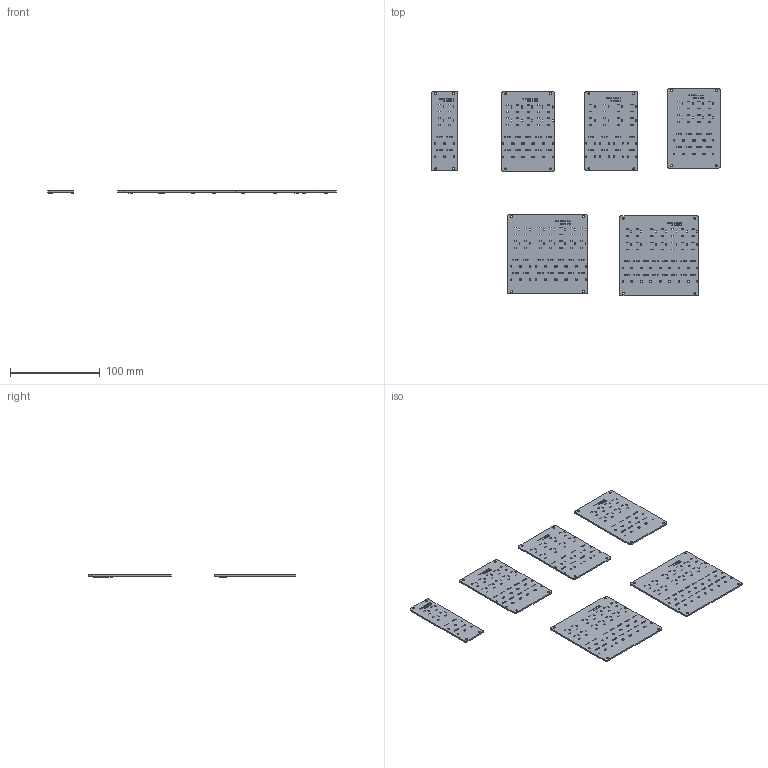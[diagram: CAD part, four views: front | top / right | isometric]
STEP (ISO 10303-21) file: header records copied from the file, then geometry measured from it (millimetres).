
FILE_DESCRIPTION(('KiCad electronic assembly'),'2;1');
FILE_NAME('Baseline power protection.step','2024-05-25T18:44:12',( 'Pcbnew'),('Kicad'),'Open CASCADE STEP processor 7.7', 'KiCad to STEP converter','Unknown');
FILE_SCHEMA(('AUTOMOTIVE_DESIGN { 1 0 10303 214 1 1 1 1 }'));
Length unit declared in the file: millimetre
Products named in the file (13): Baseline power protection 1; CP_EIA-3216-10_Kemet-I; CP_EIA_3216_10_Kemet_I; D_0805_2012Metric; D_0805; C_0805_2012Metric; Baseline power protection_PCB_1; Baseline power protection_PCB_2; Baseline power protection_PCB_3; Baseline power protection_PCB_4; Baseline power protection_PCB_5; Baseline power protection_PCB_6
Assembly tree (57 placements, depth 3):
  Baseline power protection 1
    CP_EIA-3216-10_Kemet-I  x12
      CP_EIA_3216_10_Kemet_I
    D_0805_2012Metric  x24
      D_0805
    C_0805_2012Metric  x12
      C_0805_2012Metric
    Baseline power protection_PCB_1
    Baseline power protection_PCB_2
    Baseline power protection_PCB_3
    Baseline power protection_PCB_4
    Baseline power protection_PCB_5
    Baseline power protection_PCB_6
Bounding box: 322.29 x 231.4 x 2.9 mm (x, y, z)
Volume: 53489.4 mm3; surface area: 74341.5 mm2
Topology: 54 solids, 54 shells, 3236 faces, 9120 edges, 6064 vertices
Faces by surface type: plane 1724, cylinder 1416, bspline 96
Full cylindrical faces by diameter (mm): 1 x234, 1.09 x18, 2.2 x24
Entity records: 57401 total; most frequent: DIRECTION 9780, CARTESIAN_POINT 9595, ORIENTED_EDGE 9400, EDGE_CURVE 4700, AXIS2_PLACEMENT_3D 3469, VERTEX_POINT 3132, LINE 2842, VECTOR 2842
